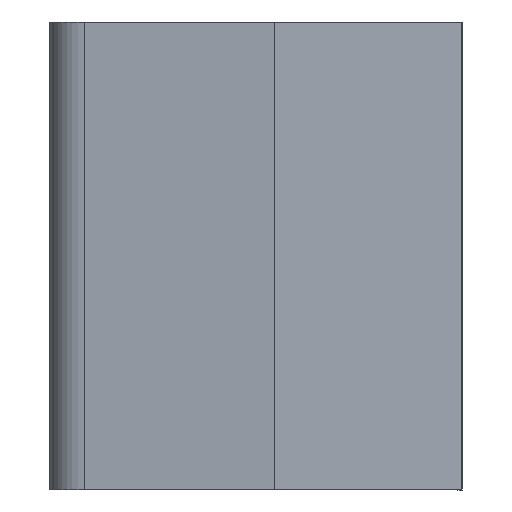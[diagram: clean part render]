
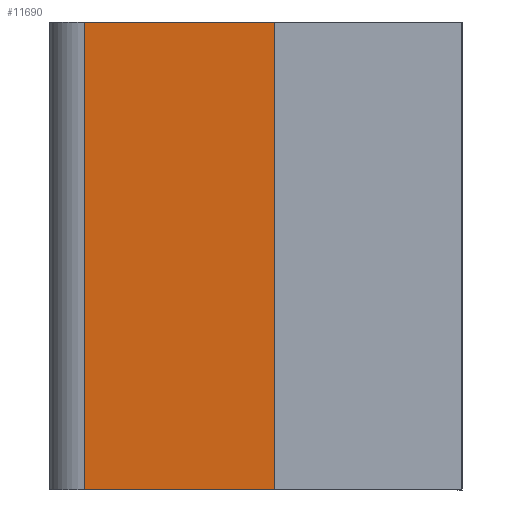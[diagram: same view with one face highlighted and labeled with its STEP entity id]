
A CAD part, left-side view. The second image highlights one B-rep face of the part: STEP entity #11690.
In plain terms, the highlighted planar face has unit normal (-0.997, 0.083, 0).
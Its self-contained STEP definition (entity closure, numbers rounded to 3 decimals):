
#367 = CARTESIAN_POINT ( 'NONE',  ( -0.8, -1.55, -0.625 ) ) ;
#368 = DIRECTION ( 'NONE',  ( 0.083, 0.997, 0. ) ) ;
#374 = CARTESIAN_POINT ( 'NONE',  ( -0.608, 0.758, 0.625 ) ) ;
#375 = DIRECTION ( 'NONE',  ( 0., 0., -1. ) ) ;
#376 = CARTESIAN_POINT ( 'NONE',  ( -0.65, 0.25, 0.625 ) ) ;
#377 = DIRECTION ( 'NONE',  ( 0., 0., -1. ) ) ;
#380 = CARTESIAN_POINT ( 'NONE',  ( -0.8, -1.55, 0.625 ) ) ;
#381 = DIRECTION ( 'NONE',  ( 0.083, 0.997, 0. ) ) ;
#10120 = CARTESIAN_POINT ( 'NONE',  ( -0.65, 0.25, -0.625 ) ) ;
#10122 = CARTESIAN_POINT ( 'NONE',  ( -0.65, 0.25, 0.625 ) ) ;
#10125 = CARTESIAN_POINT ( 'NONE',  ( -0.608, 0.758, 0.625 ) ) ;
#10126 = CARTESIAN_POINT ( 'NONE',  ( -0.608, 0.758, -0.625 ) ) ;
#11690 = ADVANCED_FACE ( 'NONE', ( #13453 ), #19475, .T. ) ;
#12515 = EDGE_CURVE ( 'NONE', #15238, #15244, #20993, .T. ) ;
#12518 = EDGE_CURVE ( 'NONE', #15243, #15244, #20995, .T. ) ;
#12519 = EDGE_CURVE ( 'NONE', #15240, #15238, #20996, .T. ) ;
#12521 = EDGE_CURVE ( 'NONE', #15240, #15243, #20998, .T. ) ;
#12696 = ORIENTED_EDGE ( 'NONE', *, *, #12519, .F. ) ;
#12697 = ORIENTED_EDGE ( 'NONE', *, *, #12518, .T. ) ;
#12698 = ORIENTED_EDGE ( 'NONE', *, *, #12515, .F. ) ;
#12699 = ORIENTED_EDGE ( 'NONE', *, *, #12521, .T. ) ;
#13453 = FACE_OUTER_BOUND ( 'NONE', #14672, .T. ) ;
#14672 = EDGE_LOOP ( 'NONE', ( #12699, #12697, #12698, #12696 ) ) ;
#15238 = VERTEX_POINT ( 'NONE', #10120 ) ;
#15240 = VERTEX_POINT ( 'NONE', #10122 ) ;
#15243 = VERTEX_POINT ( 'NONE', #10125 ) ;
#15244 = VERTEX_POINT ( 'NONE', #10126 ) ;
#18213 = AXIS2_PLACEMENT_3D ( 'NONE', #19476, #19477, #19478 ) ;
#19475 = PLANE ( 'NONE',  #18213 ) ;
#19476 = CARTESIAN_POINT ( 'NONE',  ( -0.8, -1.55, 0.625 ) ) ;
#19477 = DIRECTION ( 'NONE',  ( -0.997, 0.083, 0. ) ) ;
#19478 = DIRECTION ( 'NONE',  ( -0.083, -0.997, 0. ) ) ;
#20993 = LINE ( 'NONE', #367, #21454 ) ;
#20995 = LINE ( 'NONE', #374, #21457 ) ;
#20996 = LINE ( 'NONE', #376, #21459 ) ;
#20998 = LINE ( 'NONE', #380, #21461 ) ;
#21454 = VECTOR ( 'NONE', #368, 1000. ) ;
#21457 = VECTOR ( 'NONE', #375, 1000. ) ;
#21459 = VECTOR ( 'NONE', #377, 1000. ) ;
#21461 = VECTOR ( 'NONE', #381, 1000. ) ;
